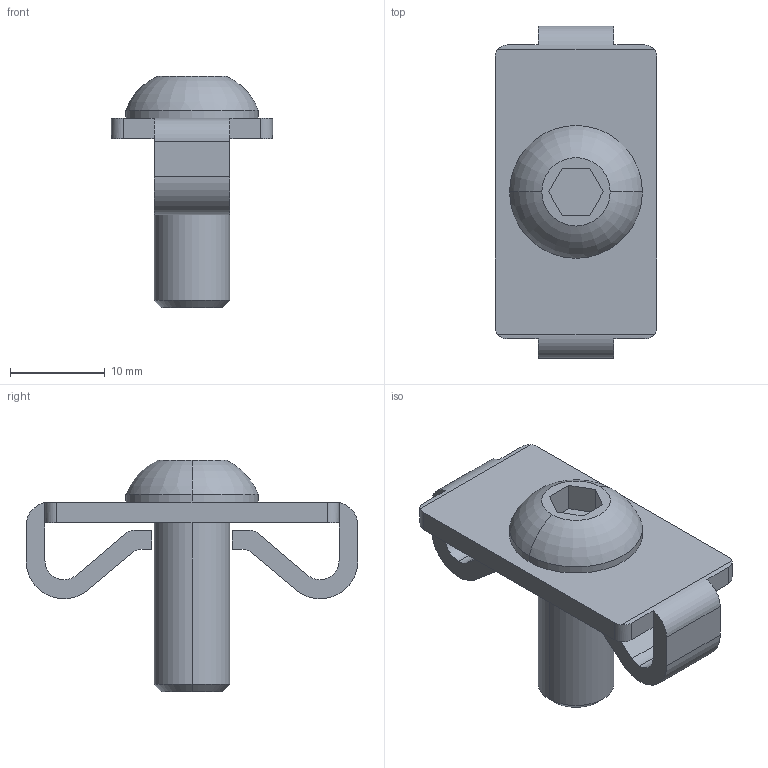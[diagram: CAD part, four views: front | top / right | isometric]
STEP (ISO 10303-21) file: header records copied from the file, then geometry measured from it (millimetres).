
FILE_DESCRIPTION (( 'STEP AP203' ), '1' );
FILE_NAME ('282311007_c_1.STEP', '2023-01-30T03:31:09', ( '' ), ( '' ), 'SwSTEP 2.0', 'SolidWorks 2014', '' );
FILE_SCHEMA (( 'CONFIG_CONTROL_DESIGN' ));
Length unit declared in the file: millimetre
Products named in the file (1): 282311007_c_1
Bounding box: 17 x 35 x 24.4 mm (x, y, z)
Volume: 3157.4 mm3; surface area: 2801.5 mm2
Topology: 1 solids, 1 shells, 65 faces, 172 edges, 112 vertices
Faces by surface type: plane 35, cylinder 24, bspline 2, cone 2, torus 2
Entity records: 2141 total; most frequent: CARTESIAN_POINT 408, DIRECTION 356, ORIENTED_EDGE 344, EDGE_CURVE 172, AXIS2_PLACEMENT_3D 124, VERTEX_POINT 112, LINE 108, VECTOR 108
